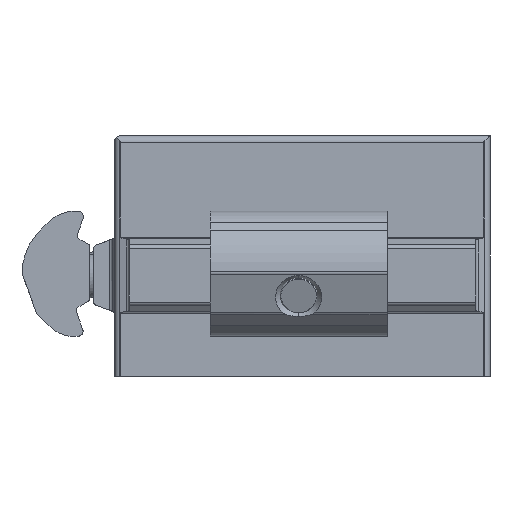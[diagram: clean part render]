
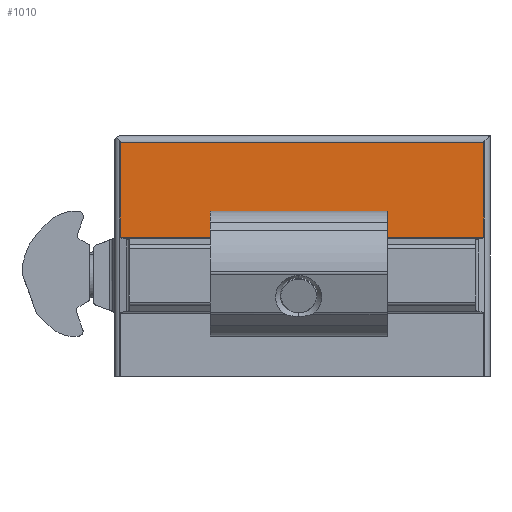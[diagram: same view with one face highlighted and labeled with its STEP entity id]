
A CAD part, front view. The second image highlights one B-rep face of the part: STEP entity #1010.
In plain terms, the highlighted planar face has unit normal (0, -1, 0).
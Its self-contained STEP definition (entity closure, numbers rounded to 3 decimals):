
#99 = VECTOR ( 'NONE', #3260, 1000. ) ;
#291 = AXIS2_PLACEMENT_3D ( 'NONE', #4496, #4980, #3943 ) ;
#351 = CARTESIAN_POINT ( 'NONE',  ( -3.5, 0., -14.335 ) ) ;
#579 = EDGE_CURVE ( 'NONE', #2317, #1225, #2939, .T. ) ;
#1010 = ADVANCED_FACE ( 'NONE', ( #5968 ), #3018, .F. ) ;
#1070 = VERTEX_POINT ( 'NONE', #5671 ) ;
#1225 = VERTEX_POINT ( 'NONE', #6288 ) ;
#1435 = LINE ( 'NONE', #2369, #4982 ) ;
#1577 = CARTESIAN_POINT ( 'NONE',  ( -3.5, 0., -1. ) ) ;
#2102 = DIRECTION ( 'NONE',  ( 1., 0., 0. ) ) ;
#2317 = VERTEX_POINT ( 'NONE', #5321 ) ;
#2369 = CARTESIAN_POINT ( 'NONE',  ( 0.868, 0., -39. ) ) ;
#2733 = CARTESIAN_POINT ( 'NONE',  ( 0.868, 0., -1. ) ) ;
#2773 = VERTEX_POINT ( 'NONE', #2733 ) ;
#2833 = EDGE_CURVE ( 'NONE', #2773, #1070, #1435, .T. ) ;
#2939 = LINE ( 'NONE', #4312, #5662 ) ;
#2968 = DIRECTION ( 'NONE',  ( 0., 0., 1. ) ) ;
#3018 = PLANE ( 'NONE',  #291 ) ;
#3068 = EDGE_LOOP ( 'NONE', ( #5943, #6074, #4716, #5575 ) ) ;
#3260 = DIRECTION ( 'NONE',  ( 1., 0., 0. ) ) ;
#3943 = DIRECTION ( 'NONE',  ( 0., 0., 1. ) ) ;
#4312 = CARTESIAN_POINT ( 'NONE',  ( 52.132, 0., -39. ) ) ;
#4366 = DIRECTION ( 'NONE',  ( 0., 0., -1. ) ) ;
#4496 = CARTESIAN_POINT ( 'NONE',  ( -3.5, 0., -14.335 ) ) ;
#4716 = ORIENTED_EDGE ( 'NONE', *, *, #579, .T. ) ;
#4803 = LINE ( 'NONE', #351, #99 ) ;
#4980 = DIRECTION ( 'NONE',  ( 0., 1., 0. ) ) ;
#4982 = VECTOR ( 'NONE', #4366, 1000. ) ;
#5076 = EDGE_CURVE ( 'NONE', #2773, #1225, #5578, .T. ) ;
#5153 = EDGE_CURVE ( 'NONE', #1070, #2317, #4803, .T. ) ;
#5321 = CARTESIAN_POINT ( 'NONE',  ( 52.132, 0., -14.335 ) ) ;
#5575 = ORIENTED_EDGE ( 'NONE', *, *, #5076, .F. ) ;
#5578 = LINE ( 'NONE', #1577, #5622 ) ;
#5622 = VECTOR ( 'NONE', #2102, 1000. ) ;
#5662 = VECTOR ( 'NONE', #2968, 1000. ) ;
#5671 = CARTESIAN_POINT ( 'NONE',  ( 0.868, 0., -14.335 ) ) ;
#5943 = ORIENTED_EDGE ( 'NONE', *, *, #2833, .T. ) ;
#5968 = FACE_OUTER_BOUND ( 'NONE', #3068, .T. ) ;
#6074 = ORIENTED_EDGE ( 'NONE', *, *, #5153, .T. ) ;
#6288 = CARTESIAN_POINT ( 'NONE',  ( 52.132, 0., -1. ) ) ;
